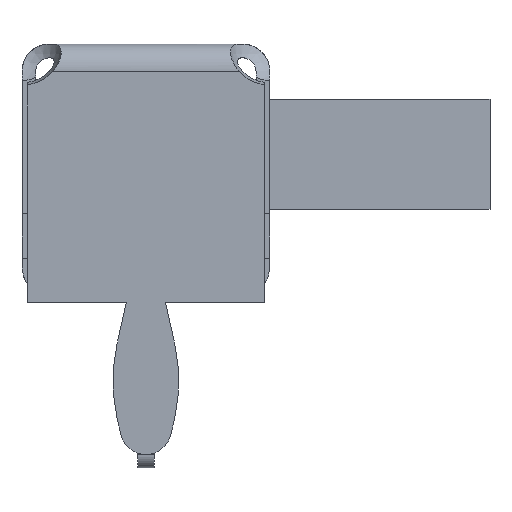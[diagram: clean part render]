
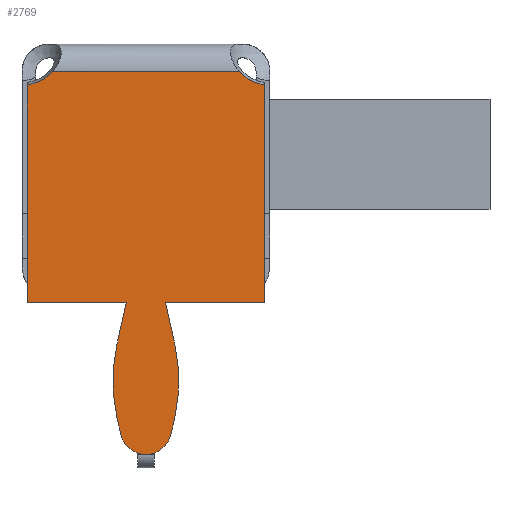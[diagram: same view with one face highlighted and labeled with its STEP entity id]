
A CAD part, left-side view. The second image highlights one B-rep face of the part: STEP entity #2769.
In plain terms, the highlighted planar face has unit normal (-1, 0, 0).
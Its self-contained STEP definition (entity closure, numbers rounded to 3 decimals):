
#92=CIRCLE('',#2862,0.467);
#94=CIRCLE('',#2866,3.01);
#96=CIRCLE('',#2871,3.01);
#128=CIRCLE('',#2969,0.75);
#133=CIRCLE('',#2975,0.75);
#259=FACE_OUTER_BOUND('',#412,.T.);
#412=EDGE_LOOP('',(#2214,#2215,#2216,#2217,#2218,#2219,#2220,#2221,#2222,
#2223,#2224,#2225,#2226,#2227));
#482=LINE('',#3781,#782);
#487=LINE('',#3795,#787);
#491=LINE('',#3807,#791);
#494=LINE('',#3814,#794);
#498=LINE('',#3825,#798);
#503=LINE('',#3834,#803);
#667=LINE('',#5313,#967);
#669=LINE('',#5321,#969);
#672=LINE('',#5400,#972);
#782=VECTOR('',#3069,10.);
#787=VECTOR('',#3082,10.);
#791=VECTOR('',#3094,10.);
#794=VECTOR('',#3099,10.);
#798=VECTOR('',#3111,10.);
#803=VECTOR('',#3118,10.);
#967=VECTOR('',#3454,10.);
#969=VECTOR('',#3462,10.);
#972=VECTOR('',#3489,10.);
#1082=VERTEX_POINT('',#3779);
#1083=VERTEX_POINT('',#3780);
#1086=VERTEX_POINT('',#3788);
#1088=VERTEX_POINT('',#3794);
#1090=VERTEX_POINT('',#3800);
#1092=VERTEX_POINT('',#3806);
#1094=VERTEX_POINT('',#3812);
#1095=VERTEX_POINT('',#3813);
#1098=VERTEX_POINT('',#3824);
#1101=VERTEX_POINT('',#3832);
#1254=VERTEX_POINT('',#5312);
#1256=VERTEX_POINT('',#5318);
#1258=VERTEX_POINT('',#5329);
#1265=VERTEX_POINT('',#5398);
#1352=EDGE_CURVE('',#1082,#1083,#482,.T.);
#1356=EDGE_CURVE('',#1083,#1086,#92,.T.);
#1359=EDGE_CURVE('',#1088,#1086,#487,.T.);
#1362=EDGE_CURVE('',#1088,#1090,#94,.T.);
#1365=EDGE_CURVE('',#1090,#1092,#491,.T.);
#1368=EDGE_CURVE('',#1094,#1095,#494,.T.);
#1372=EDGE_CURVE('',#1094,#1082,#96,.T.);
#1374=EDGE_CURVE('',#1098,#1092,#498,.T.);
#1379=EDGE_CURVE('',#1095,#1101,#503,.T.);
#1598=EDGE_CURVE('',#1254,#1098,#667,.T.);
#1602=EDGE_CURVE('',#1101,#1256,#669,.T.);
#1607=EDGE_CURVE('',#1258,#1254,#128,.T.);
#1616=EDGE_CURVE('',#1256,#1265,#133,.T.);
#1617=EDGE_CURVE('',#1258,#1265,#672,.T.);
#2214=ORIENTED_EDGE('',*,*,#1598,.T.);
#2215=ORIENTED_EDGE('',*,*,#1374,.T.);
#2216=ORIENTED_EDGE('',*,*,#1365,.F.);
#2217=ORIENTED_EDGE('',*,*,#1362,.F.);
#2218=ORIENTED_EDGE('',*,*,#1359,.T.);
#2219=ORIENTED_EDGE('',*,*,#1356,.F.);
#2220=ORIENTED_EDGE('',*,*,#1352,.F.);
#2221=ORIENTED_EDGE('',*,*,#1372,.F.);
#2222=ORIENTED_EDGE('',*,*,#1368,.T.);
#2223=ORIENTED_EDGE('',*,*,#1379,.T.);
#2224=ORIENTED_EDGE('',*,*,#1602,.T.);
#2225=ORIENTED_EDGE('',*,*,#1616,.T.);
#2226=ORIENTED_EDGE('',*,*,#1617,.F.);
#2227=ORIENTED_EDGE('',*,*,#1607,.T.);
#2631=PLANE('',#2974);
#2769=ADVANCED_FACE('',(#259),#2631,.T.);
#2862=AXIS2_PLACEMENT_3D('',#3789,#3075,#3076);
#2866=AXIS2_PLACEMENT_3D('',#3801,#3087,#3088);
#2871=AXIS2_PLACEMENT_3D('',#3821,#3105,#3106);
#2969=AXIS2_PLACEMENT_3D('',#5330,#3475,#3476);
#2974=AXIS2_PLACEMENT_3D('',#5397,#3485,#3486);
#2975=AXIS2_PLACEMENT_3D('',#5399,#3487,#3488);
#3069=DIRECTION('',(0.,0.222,-0.975));
#3075=DIRECTION('center_axis',(1.,0.,0.));
#3076=DIRECTION('ref_axis',(0.,-0.975,-0.222));
#3082=DIRECTION('',(0.,-0.222,-0.975));
#3087=DIRECTION('center_axis',(1.,0.,0.));
#3088=DIRECTION('ref_axis',(0.,0.975,-0.222));
#3094=DIRECTION('',(0.,-0.222,0.975));
#3099=DIRECTION('',(0.,0.222,0.975));
#3105=DIRECTION('center_axis',(1.,0.,0.));
#3106=DIRECTION('ref_axis',(0.,-0.975,0.222));
#3111=DIRECTION('',(0.,-1.,0.));
#3118=DIRECTION('',(0.,-1.,0.));
#3454=DIRECTION('',(0.,0.,-1.));
#3462=DIRECTION('',(0.,0.,1.));
#3475=DIRECTION('center_axis',(1.,0.,0.));
#3476=DIRECTION('ref_axis',(0.,0.,-1.));
#3485=DIRECTION('center_axis',(-1.,0.,0.));
#3486=DIRECTION('ref_axis',(0.,-1.,0.));
#3487=DIRECTION('center_axis',(1.,0.,0.));
#3488=DIRECTION('ref_axis',(0.,0.,-1.));
#3489=DIRECTION('',(0.,-1.,0.));
#3779=CARTESIAN_POINT('',(-6.35,-0.525,-2.084));
#3780=CARTESIAN_POINT('',(-6.35,-0.455,-2.391));
#3781=CARTESIAN_POINT('',(-6.35,-0.525,-2.084));
#3788=CARTESIAN_POINT('',(-6.35,0.455,-2.391));
#3789=CARTESIAN_POINT('Origin',(-6.35,0.,-2.288));
#3794=CARTESIAN_POINT('',(-6.35,0.525,-2.084));
#3795=CARTESIAN_POINT('',(-6.35,0.525,-2.084));
#3800=CARTESIAN_POINT('',(-6.35,0.525,-0.749));
#3801=CARTESIAN_POINT('Origin',(-6.35,-2.41,-1.416));
#3806=CARTESIAN_POINT('',(-6.35,0.355,0.));
#3807=CARTESIAN_POINT('',(-6.35,0.525,-0.749));
#3812=CARTESIAN_POINT('',(-6.35,-0.525,-0.749));
#3813=CARTESIAN_POINT('',(-6.35,-0.355,0.));
#3814=CARTESIAN_POINT('',(-6.35,-0.525,-0.749));
#3821=CARTESIAN_POINT('Origin',(-6.35,2.41,-1.416));
#3824=CARTESIAN_POINT('',(-6.35,2.153,0.));
#3825=CARTESIAN_POINT('',(-6.35,2.25,0.));
#3832=CARTESIAN_POINT('',(-6.35,-2.153,0.));
#3834=CARTESIAN_POINT('',(-6.35,2.25,0.));
#5312=CARTESIAN_POINT('',(-6.35,2.153,3.957));
#5313=CARTESIAN_POINT('',(-6.35,2.153,2.35));
#5318=CARTESIAN_POINT('',(-6.35,-2.153,3.957));
#5321=CARTESIAN_POINT('',(-6.35,-2.153,2.35));
#5329=CARTESIAN_POINT('',(-6.35,1.698,4.2));
#5330=CARTESIAN_POINT('Origin',(-6.35,2.257,4.7));
#5397=CARTESIAN_POINT('Origin',(-6.35,2.25,0.));
#5398=CARTESIAN_POINT('',(-6.35,-1.698,4.2));
#5399=CARTESIAN_POINT('Origin',(-6.35,-2.257,4.7));
#5400=CARTESIAN_POINT('',(-6.35,1.125,4.2));
